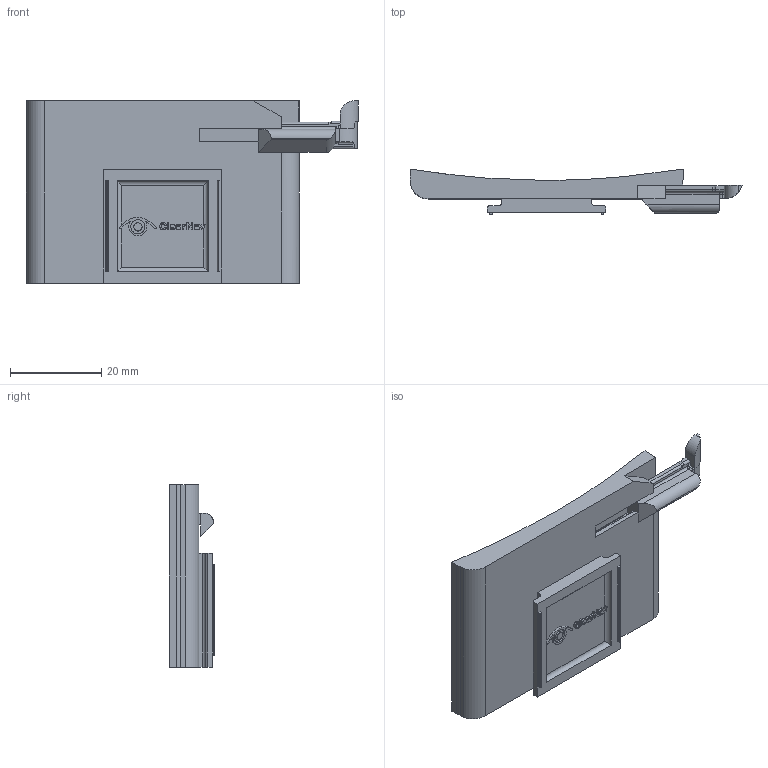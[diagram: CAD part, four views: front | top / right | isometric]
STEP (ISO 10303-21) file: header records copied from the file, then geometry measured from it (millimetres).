
FILE_DESCRIPTION(/* description */ ('STEP AP242','CAx-IF Rec.Pracs.---Representation and Presentation of Product Manufacturing Information (PMI)---4.0---2014-10-13','CAx-IF Rec.Pracs.---3D Tessellated Geometry---0.4---2014-09-14','2;1'),/* implementation_level */ '2;1');
FILE_NAME(/* name */ '631ac50219065c47157e6728',/* time_stamp */ '2022-09-09T04:45:55+00:00',/* author */ (''),/* organization */ (''),/* preprocessor_version */ 'ST-DEVELOPER v18.102',/* originating_system */ ' ',/* authorisation */ ' ');
FILE_SCHEMA (('AP242_MANAGED_MODEL_BASED_3D_ENGINEERING_MIM_LF { 1 0 10303 442 1 1 4 }'));
Length unit declared in the file: metre
Products named in the file (2): Connector; HelmetAttach
Bounding box: 72.87 x 10 x 40 mm (x, y, z)
Volume: 12805.1 mm3; surface area: 7252.3 mm2
Topology: 2 solids, 2 shells, 242 faces, 666 edges, 440 vertices
Faces by surface type: plane 110, bspline 81, cylinder 47, torus 4
Entity records: 8165 total; most frequent: CARTESIAN_POINT 2547, ORIENTED_EDGE 1332, DIRECTION 902, EDGE_CURVE 666, VERTEX_POINT 440, LINE 386, VECTOR 386, AXIS2_PLACEMENT_3D 258
